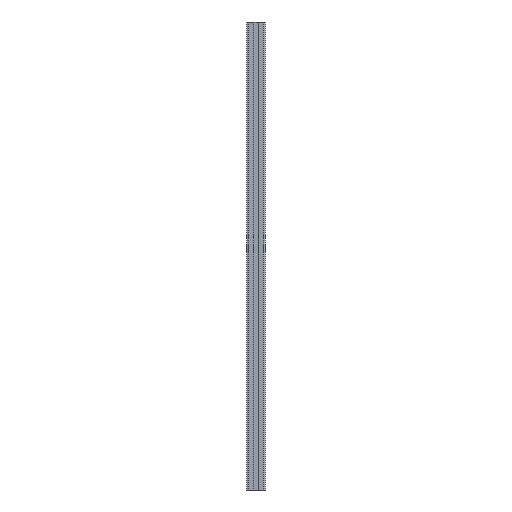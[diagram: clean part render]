
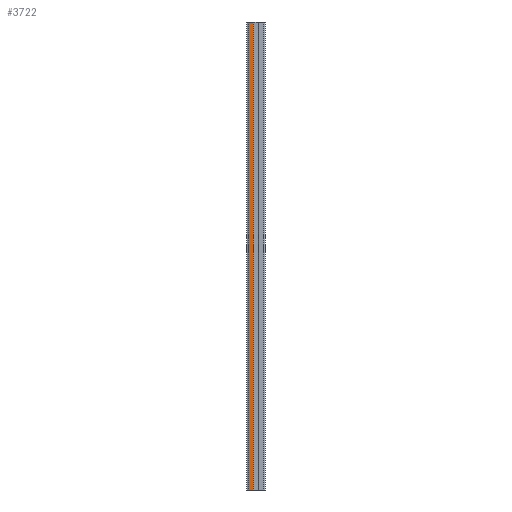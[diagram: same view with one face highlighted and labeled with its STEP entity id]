
A CAD part, left-side view. The second image highlights one B-rep face of the part: STEP entity #3722.
In plain terms, the highlighted planar face has unit normal (-1, 0, 0).
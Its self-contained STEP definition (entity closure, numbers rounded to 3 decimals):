
#123 = CARTESIAN_POINT ( 'NONE',  ( -10., 8.5, -28.284 ) ) ;
#216 = LINE ( 'NONE', #2187, #1168 ) ;
#225 = EDGE_CURVE ( 'NONE', #242, #2282, #1949, .T. ) ;
#242 = VERTEX_POINT ( 'NONE', #415 ) ;
#322 = ORIENTED_EDGE ( 'NONE', *, *, #225, .F. ) ;
#415 = CARTESIAN_POINT ( 'NONE',  ( -10., 3.138, 0. ) ) ;
#664 = CARTESIAN_POINT ( 'NONE',  ( -10., 8.5, 0. ) ) ;
#803 = CARTESIAN_POINT ( 'NONE',  ( -10., 8.5, 500. ) ) ;
#871 = EDGE_CURVE ( 'NONE', #242, #3714, #3294, .T. ) ;
#881 = EDGE_LOOP ( 'NONE', ( #322, #1903, #3671, #2538 ) ) ;
#1008 = DIRECTION ( 'NONE',  ( 0., 0., 1. ) ) ;
#1023 = DIRECTION ( 'NONE',  ( 0., -1., 0. ) ) ;
#1168 = VECTOR ( 'NONE', #1023, 1000. ) ;
#1316 = DIRECTION ( 'NONE',  ( 0., 0., 1. ) ) ;
#1360 = AXIS2_PLACEMENT_3D ( 'NONE', #123, #3001, #1008 ) ;
#1373 = CARTESIAN_POINT ( 'NONE',  ( -10., 3.138, 500. ) ) ;
#1671 = EDGE_CURVE ( 'NONE', #1959, #3714, #216, .T. ) ;
#1812 = VECTOR ( 'NONE', #1316, 1000. ) ;
#1889 = EDGE_CURVE ( 'NONE', #2282, #1959, #2474, .T. ) ;
#1903 = ORIENTED_EDGE ( 'NONE', *, *, #871, .T. ) ;
#1949 = LINE ( 'NONE', #664, #2303 ) ;
#1959 = VERTEX_POINT ( 'NONE', #803 ) ;
#1995 = DIRECTION ( 'NONE',  ( 0., 0., 1. ) ) ;
#2151 = FACE_OUTER_BOUND ( 'NONE', #881, .T. ) ;
#2187 = CARTESIAN_POINT ( 'NONE',  ( -10., 8.5, 500. ) ) ;
#2282 = VERTEX_POINT ( 'NONE', #3312 ) ;
#2303 = VECTOR ( 'NONE', #2986, 1000. ) ;
#2428 = VECTOR ( 'NONE', #1995, 1000. ) ;
#2474 = LINE ( 'NONE', #3414, #2428 ) ;
#2538 = ORIENTED_EDGE ( 'NONE', *, *, #1889, .F. ) ;
#2986 = DIRECTION ( 'NONE',  ( 0., 1., 0. ) ) ;
#3001 = DIRECTION ( 'NONE',  ( -1., 0., 0. ) ) ;
#3294 = LINE ( 'NONE', #3572, #1812 ) ;
#3304 = PLANE ( 'NONE',  #1360 ) ;
#3312 = CARTESIAN_POINT ( 'NONE',  ( -10., 8.5, 0. ) ) ;
#3414 = CARTESIAN_POINT ( 'NONE',  ( -10., 8.5, -28.284 ) ) ;
#3572 = CARTESIAN_POINT ( 'NONE',  ( -10., 3.138, -28.284 ) ) ;
#3671 = ORIENTED_EDGE ( 'NONE', *, *, #1671, .F. ) ;
#3714 = VERTEX_POINT ( 'NONE', #1373 ) ;
#3722 = ADVANCED_FACE ( 'NONE', ( #2151 ), #3304, .T. ) ;
